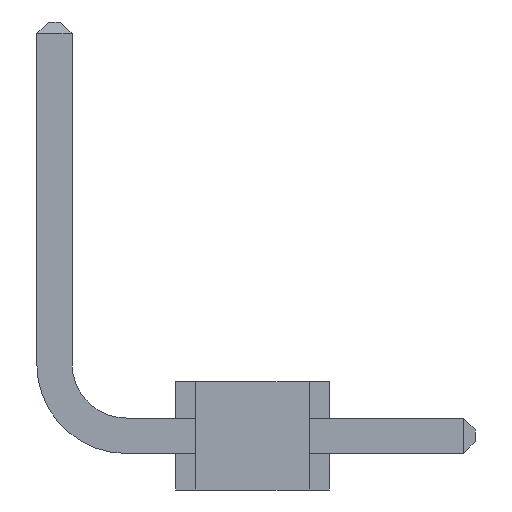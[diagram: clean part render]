
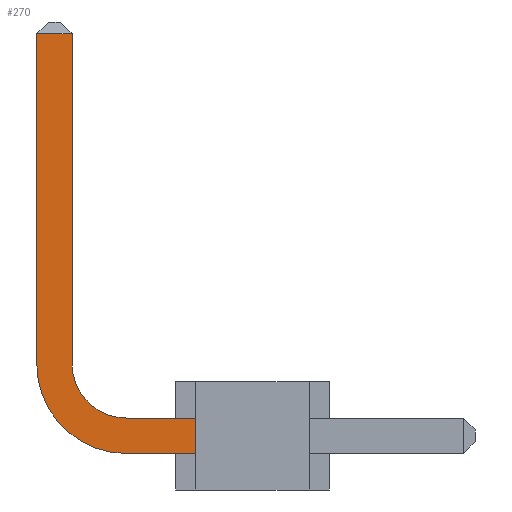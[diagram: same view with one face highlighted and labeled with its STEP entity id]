
A CAD part, left-side view. The second image highlights one B-rep face of the part: STEP entity #270.
In plain terms, the highlighted planar face has unit normal (-1, 0, 0).
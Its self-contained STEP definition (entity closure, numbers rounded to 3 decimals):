
#270=ADVANCED_FACE('',(#781),#782,.F.);
#781=FACE_OUTER_BOUND('',#1335,.T.);
#782=PLANE('',#1336);
#1335=EDGE_LOOP('',(#3247,#3248,#3249,#3250,#3251,#3252,#3253,#3254));
#1336=AXIS2_PLACEMENT_3D('',#3255,#3256,#3257);
#3247=ORIENTED_EDGE('',*,*,#4155,.F.);
#3248=ORIENTED_EDGE('',*,*,#4156,.F.);
#3249=ORIENTED_EDGE('',*,*,#4157,.F.);
#3250=ORIENTED_EDGE('',*,*,#3581,.F.);
#3251=ORIENTED_EDGE('',*,*,#4158,.F.);
#3252=ORIENTED_EDGE('',*,*,#4159,.F.);
#3253=ORIENTED_EDGE('',*,*,#4160,.F.);
#3254=ORIENTED_EDGE('',*,*,#4161,.T.);
#3255=CARTESIAN_POINT('',(-10.541,0.0,0.0));
#3256=DIRECTION('',(1.0,0.0,0.0));
#3257=DIRECTION('',(0.0,1.0,-0.0));
#3581=EDGE_CURVE('',#4261,#4256,#4263,.T.);
#4155=EDGE_CURVE('',#5203,#5204,#5205,.T.);
#4156=EDGE_CURVE('',#5206,#5203,#5207,.T.);
#4157=EDGE_CURVE('',#4256,#5206,#5208,.T.);
#4158=EDGE_CURVE('',#5209,#4261,#5210,.T.);
#4159=EDGE_CURVE('',#5211,#5209,#5212,.T.);
#4160=EDGE_CURVE('',#5213,#5211,#5214,.T.);
#4161=EDGE_CURVE('',#5213,#5204,#5215,.T.);
#4256=VERTEX_POINT('',#5359);
#4261=VERTEX_POINT('',#5366);
#4263=LINE('',#5369,#5370);
#5203=VERTEX_POINT('',#6855);
#5204=VERTEX_POINT('',#6856);
#5205=LINE('',#6857,#6858);
#5206=VERTEX_POINT('',#6859);
#5207=CIRCLE('',#6860,1.93);
#5208=LINE('',#6861,#6862);
#5209=VERTEX_POINT('',#6863);
#5210=LINE('',#6864,#6865);
#5211=VERTEX_POINT('',#6866);
#5212=CIRCLE('',#6867,1.168);
#5213=VERTEX_POINT('',#6868);
#5214=LINE('',#6869,#6870);
#5215=LINE('',#6871,#6872);
#5359=CARTESIAN_POINT('',(-10.541,1.219,-0.381));
#5366=CARTESIAN_POINT('',(-10.541,1.219,0.381));
#5369=CARTESIAN_POINT('',(-10.541,1.219,0.381));
#5370=VECTOR('',#7081,0.762);
#6855=CARTESIAN_POINT('',(-10.541,4.648,1.549));
#6856=CARTESIAN_POINT('',(-10.541,4.648,8.661));
#6857=CARTESIAN_POINT('',(-10.541,4.648,1.549));
#6858=VECTOR('',#7711,7.112);
#6859=CARTESIAN_POINT('',(-10.541,2.718,-0.381));
#6860=AXIS2_PLACEMENT_3D('',#7712,#7713,#7714);
#6861=CARTESIAN_POINT('',(-10.541,1.219,-0.381));
#6862=VECTOR('',#7715,1.499);
#6863=CARTESIAN_POINT('',(-10.541,2.718,0.381));
#6864=CARTESIAN_POINT('',(-10.541,2.718,0.381));
#6865=VECTOR('',#7716,1.499);
#6866=CARTESIAN_POINT('',(-10.541,3.886,1.549));
#6867=AXIS2_PLACEMENT_3D('',#7717,#7718,#7719);
#6868=CARTESIAN_POINT('',(-10.541,3.886,8.661));
#6869=CARTESIAN_POINT('',(-10.541,3.886,8.661));
#6870=VECTOR('',#7720,7.112);
#6871=CARTESIAN_POINT('',(-10.541,3.886,8.661));
#6872=VECTOR('',#7721,0.762);
#7081=DIRECTION('',(0.0,0.0,-1.0));
#7711=DIRECTION('',(0.0,0.0,1.0));
#7712=CARTESIAN_POINT('',(-10.541,2.718,1.549));
#7713=DIRECTION('',(1.0,0.0,0.0));
#7714=DIRECTION('',(0.0,0.0,-1.0));
#7715=DIRECTION('',(0.0,1.0,0.0));
#7716=DIRECTION('',(0.0,-1.0,0.0));
#7717=CARTESIAN_POINT('',(-10.541,2.718,1.549));
#7718=DIRECTION('',(-1.0,0.0,0.0));
#7719=DIRECTION('',(0.0,1.0,0.0));
#7720=DIRECTION('',(0.0,0.0,-1.0));
#7721=DIRECTION('',(0.0,1.0,0.0));
